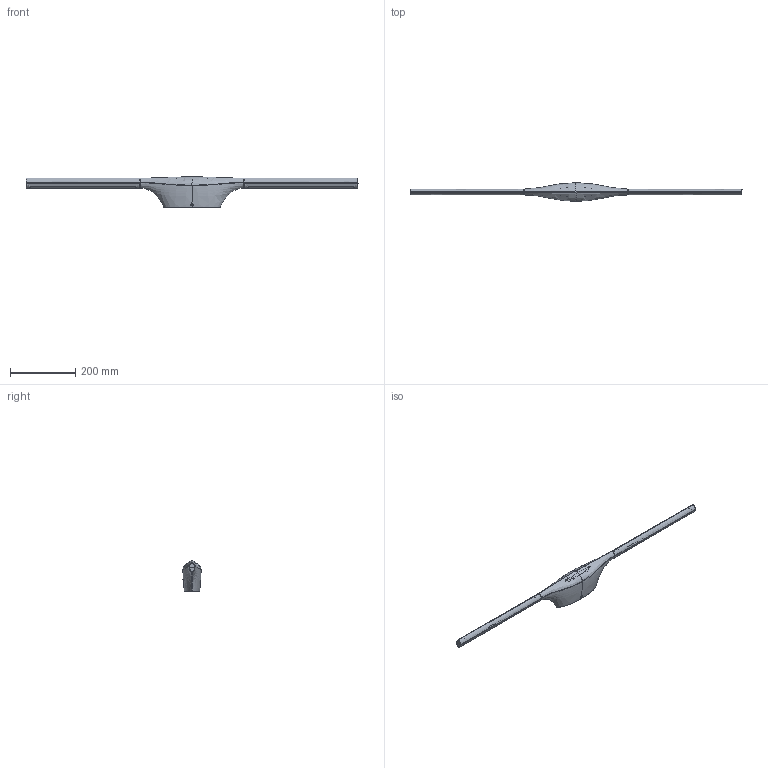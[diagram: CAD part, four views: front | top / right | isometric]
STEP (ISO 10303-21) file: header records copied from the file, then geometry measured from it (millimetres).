
FILE_DESCRIPTION(/* description */ (''),/* implementation_level */ '2;1');
FILE_NAME(/* name */ 'F431145200xxLE.stp',/* time_stamp */ '2020-01-16T09:03:33+01:00',/* author */ ('sghezzi'),/* organization */ (''),/* preprocessor_version */ 'ST-DEVELOPER v17.2',/* originating_system */ 'Autodesk Inventor 2019',/* authorisation */ '');
FILE_SCHEMA (('AUTOMOTIVE_DESIGN { 1 0 10303 214 3 1 1 }'));
Products named in the file (21): 4311; 007431120; 007431110; 005431150; 003431100; 005386710; 005431000; 007431100; 006521910; 007431130; 007431130_1; 007429960 PERNO; 005394710; 063017001; 065010304; 005091114; 050003000; 006593120; 009431040; 009431101; 006424800
Assembly tree (31 placements, depth 3):
  4311
    007431120
    007431110  x2
    005431150  x2
    003431100  x2
    005386710
    005431000
    007431100
    006521910  x2
    007431130
      007431130_1
      007429960 PERNO  x2
    005394710  x3
    063017001  x2
    065010304  x2
    005091114
    050003000
    006593120  x2
    009431040
    009431101
    006424800  x2
Bounding box: 1020 x 56.2 x 94.12 mm (x, y, z)
Volume: 799943.6 mm3; surface area: 263539 mm2
Topology: 58 solids, 58 shells, 4810 faces, 12580 edges, 8081 vertices
Faces by surface type: plane 2551, cylinder 1296, bspline 710, sphere 128, cone 81, torus 44
Full cylindrical faces by diameter (mm): 0.337 x2, 0.538 x2, 1.7 x1, 2.459 x4, 2.735 x5, 3 x9, 3.242 x2, 4 x6, 4.134 x2, 4.2 x2, 4.21 x10, 4.3 x1, 4.4 x15, 4.5 x4, 5 x7, 5.5 x10, 5.97 x12, 6 x3, 7.4 x2, 7.7 x2, 8 x4, 8.5 x2
Entity records: 155313 total; most frequent: CARTESIAN_POINT 74583, ORIENTED_EDGE 17098, DIRECTION 15873, EDGE_CURVE 8549, VERTEX_POINT 5565, AXIS2_PLACEMENT_3D 5333, LINE 5207, VECTOR 5207
